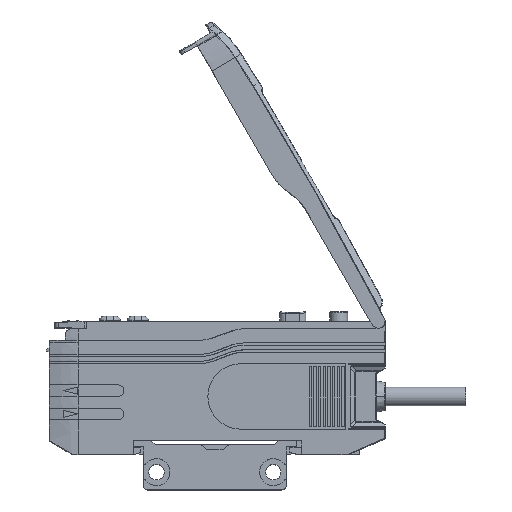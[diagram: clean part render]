
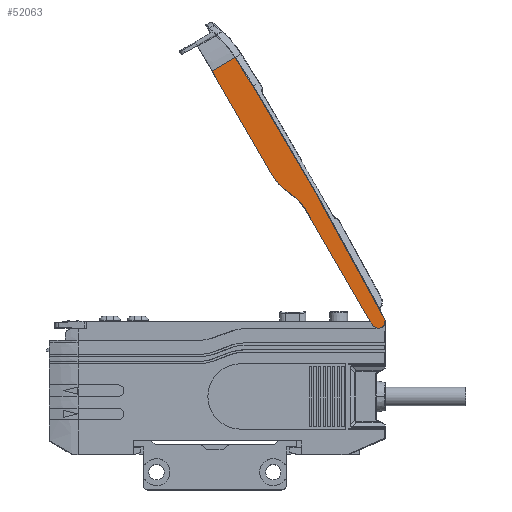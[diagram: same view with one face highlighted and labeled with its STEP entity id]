
A CAD part, top view. The second image highlights one B-rep face of the part: STEP entity #52063.
In plain terms, the highlighted planar face has unit normal (0, 0, 1).
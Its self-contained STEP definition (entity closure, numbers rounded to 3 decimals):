
#48606=CARTESIAN_POINT('',(34.289,14.42,5.25));
#48790=CARTESIAN_POINT('',(34.5,13.,5.25));
#48791=DIRECTION('',(0.,0.,-1.));
#48792=DIRECTION('',(0.074,0.997,0.));
#48793=AXIS2_PLACEMENT_3D('',#48790,#48791,#48792);
#48795=CARTESIAN_POINT('',(35.75,13.,5.25));
#48796=DIRECTION('',(0.,0.,-1.));
#48797=DIRECTION('',(0.536,0.844,0.));
#48798=AXIS2_PLACEMENT_3D('',#48795,#48796,#48797);
#48800=CARTESIAN_POINT('',(35.75,13.,5.25));
#48801=DIRECTION('',(0.,0.,-1.));
#48802=DIRECTION('',(1.,0.,0.));
#48803=AXIS2_PLACEMENT_3D('',#48800,#48801,#48802);
#48805=CARTESIAN_POINT('',(34.5,13.,5.25));
#48806=DIRECTION('',(0.,0.,-1.));
#48807=DIRECTION('',(0.989,-0.151,0.));
#48808=AXIS2_PLACEMENT_3D('',#48805,#48806,#48807);
#48810=DIRECTION('',(-0.998,-0.057,0.));
#48811=VECTOR('',#48810,1.783);
#48812=CARTESIAN_POINT('',(34.58,11.602,5.25));
#48813=LINE('',#48812,#48811);
#48814=CARTESIAN_POINT('',(6.,11.5,5.25));
#48815=CARTESIAN_POINT('',(5.851,11.5,5.25));
#48816=CARTESIAN_POINT('',(5.513,11.492,5.25));
#48817=CARTESIAN_POINT('',(4.98,11.451,5.25));
#48818=CARTESIAN_POINT('',(4.411,11.37,5.25));
#48819=CARTESIAN_POINT('',(3.857,11.257,5.25));
#48820=CARTESIAN_POINT('',(3.314,11.115,5.25));
#48821=CARTESIAN_POINT('',(2.759,10.94,5.25));
#48822=CARTESIAN_POINT('',(2.169,10.726,5.25));
#48823=CARTESIAN_POINT('',(1.534,10.473,5.25));
#48824=CARTESIAN_POINT('',(0.857,10.19,5.25));
#48825=CARTESIAN_POINT('',(0.162,9.903,5.25));
#48826=CARTESIAN_POINT('',(-0.513,9.645,5.25));
#48827=CARTESIAN_POINT('',(-1.134,9.438,5.25));
#48828=CARTESIAN_POINT('',(-1.721,9.275,5.25));
#48829=CARTESIAN_POINT('',(-2.305,9.148,5.25));
#48830=CARTESIAN_POINT('',(-2.905,9.057,5.25));
#48831=CARTESIAN_POINT('',(-3.473,9.009,5.25));
#48832=CARTESIAN_POINT('',(-3.837,9.,5.25));
#48833=CARTESIAN_POINT('',(-4.,9.,5.25));
#48835=DIRECTION('',(-1.,0.,0.));
#48836=VECTOR('',#48835,25.8);
#48837=CARTESIAN_POINT('',(-4.,9.,5.25));
#48838=LINE('',#48837,#48836);
#48839=CARTESIAN_POINT('',(-29.8,14.648,
5.25));
#48840=CARTESIAN_POINT('',(-29.799,14.648,
5.25));
#48841=CARTESIAN_POINT('',(-29.6,14.66,5.25));
#48842=CARTESIAN_POINT('',(-29.18,14.68,
5.25));
#48843=CARTESIAN_POINT('',(-28.516,14.714,
5.25));
#48844=CARTESIAN_POINT('',(-27.777,14.75,
5.25));
#48845=CARTESIAN_POINT('',(-26.95,14.789,
5.25));
#48846=CARTESIAN_POINT('',(-26.019,14.831,
5.25));
#48847=CARTESIAN_POINT('',(-24.97,14.877,
5.25));
#48848=CARTESIAN_POINT('',(-23.793,14.927,
5.25));
#48849=CARTESIAN_POINT('',(-22.964,14.96,
5.25));
#48850=CARTESIAN_POINT('',(-22.528,14.977,
5.25));
#48852=CARTESIAN_POINT('',(-22.528,14.977,
5.25));
#48853=CARTESIAN_POINT('',(-21.562,15.016,
5.25));
#48854=CARTESIAN_POINT('',(-19.724,15.085,
5.25));
#48855=CARTESIAN_POINT('',(-17.091,15.164,
5.25));
#48856=CARTESIAN_POINT('',(-14.65,15.21,
5.25));
#48857=CARTESIAN_POINT('',(-12.27,15.236,
5.25));
#48858=CARTESIAN_POINT('',(-9.797,15.247,
5.25));
#48859=CARTESIAN_POINT('',(-7.107,15.249,
5.25));
#48860=CARTESIAN_POINT('',(-4.172,15.241,
5.25));
#48861=CARTESIAN_POINT('',(-1.071,15.221,5.25));
#48862=CARTESIAN_POINT('',(2.071,15.188,5.25));
#48863=CARTESIAN_POINT('',(5.149,15.144,5.25));
#48864=CARTESIAN_POINT('',(8.098,15.091,5.25));
#48865=CARTESIAN_POINT('',(10.86,15.031,5.25));
#48866=CARTESIAN_POINT('',(13.374,14.97,5.25));
#48867=CARTESIAN_POINT('',(15.638,14.914,5.25));
#48868=CARTESIAN_POINT('',(17.705,14.861,5.25));
#48869=CARTESIAN_POINT('',(19.637,14.812,5.25));
#48870=CARTESIAN_POINT('',(21.462,14.768,5.25));
#48871=CARTESIAN_POINT('',(23.189,14.727,5.25));
#48872=CARTESIAN_POINT('',(24.846,14.688,5.25));
#48873=CARTESIAN_POINT('',(26.488,14.648,5.25));
#48874=CARTESIAN_POINT('',(28.168,14.605,5.25));
#48875=CARTESIAN_POINT('',(29.941,14.558,5.25));
#48876=CARTESIAN_POINT('',(31.848,14.502,5.25));
#48877=CARTESIAN_POINT('',(33.313,14.454,5.25));
#48878=CARTESIAN_POINT('',(34.146,14.425,5.25));
#48879=CARTESIAN_POINT('',(34.289,14.42,5.25));
#48881=DIRECTION('',(0.997,-0.074,0.));
#48882=VECTOR('',#48881,0.315);
#48883=CARTESIAN_POINT('',(34.289,14.42,5.25));
#48884=LINE('',#48883,#48882);
#48965=DIRECTION('',(1.,0.,0.));
#48966=VECTOR('',#48965,26.8);
#48967=CARTESIAN_POINT('',(6.,11.5,5.25));
#48968=LINE('',#48967,#48966);
#49564=DIRECTION('',(0.,-1.,0.));
#49565=VECTOR('',#49564,5.648);
#49566=CARTESIAN_POINT('',(-29.8,14.648,
5.25));
#49567=LINE('',#49566,#49565);
#49583=CARTESIAN_POINT('',(-29.8,9.,5.25));
#51235=VERTEX_POINT('',#48606);
#51236=VERTEX_POINT('',#48852);
#51317=CARTESIAN_POINT('',(6.,11.5,5.25));
#51318=VERTEX_POINT('',#51317);
#51319=CARTESIAN_POINT('',(32.8,11.5,5.25));
#51320=VERTEX_POINT('',#51319);
#51325=CARTESIAN_POINT('',(-4.,9.,5.25));
#51326=VERTEX_POINT('',#51325);
#51434=VERTEX_POINT('',#49583);
#51494=CARTESIAN_POINT('',(34.604,14.396,5.25));
#51495=VERTEX_POINT('',#51494);
#51508=CARTESIAN_POINT('',(35.884,13.211,5.25));
#51509=VERTEX_POINT('',#51508);
#51510=CARTESIAN_POINT('',(35.884,12.789,5.25));
#51511=VERTEX_POINT('',#51510);
#51512=CARTESIAN_POINT('',(34.58,11.602,5.25));
#51513=VERTEX_POINT('',#51512);
#51514=CARTESIAN_POINT('',(36.,13.,5.25));
#51515=VERTEX_POINT('',#51514);
#51516=CARTESIAN_POINT('',(-29.8,14.648,
5.25));
#51517=VERTEX_POINT('',#51516);
#52035=CARTESIAN_POINT('',(39.2,-24.1,5.25));
#52036=DIRECTION('',(0.,0.,-1.));
#52037=DIRECTION('',(-1.,0.,0.));
#52038=AXIS2_PLACEMENT_3D('',#52035,#52036,#52037);
#52039=PLANE('',#52038);
#52041=ORIENTED_EDGE('',*,*,#52040,.T.);
#52043=ORIENTED_EDGE('',*,*,#52042,.T.);
#52045=ORIENTED_EDGE('',*,*,#52044,.T.);
#52047=ORIENTED_EDGE('',*,*,#52046,.T.);
#52049=ORIENTED_EDGE('',*,*,#52048,.T.);
#52051=ORIENTED_EDGE('',*,*,#52050,.F.);
#52053=ORIENTED_EDGE('',*,*,#52052,.T.);
#52055=ORIENTED_EDGE('',*,*,#52054,.T.);
#52057=ORIENTED_EDGE('',*,*,#52056,.F.);
#52058=ORIENTED_EDGE('',*,*,#52026,.T.);
#52059=ORIENTED_EDGE('',*,*,#51758,.T.);
#52060=ORIENTED_EDGE('',*,*,#51633,.T.);
#52061=EDGE_LOOP('',(#52041,#52043,#52045,#52047,#52049,#52051,#52053,#52055,
#52057,#52058,#52059,#52060));
#52062=FACE_OUTER_BOUND('',#52061,.F.);
#52063=ADVANCED_FACE('',(#52062),#52039,.F.);
#48794=CIRCLE('',#48793,1.4);
#48799=CIRCLE('',#48798,0.25);
#48804=CIRCLE('',#48803,0.25);
#48809=CIRCLE('',#48808,1.4);
#48834=B_SPLINE_CURVE_WITH_KNOTS('',3,(#48814,#48815,#48816,#48817,#48818,
#48819,#48820,#48821,#48822,#48823,#48824,#48825,#48826,#48827,#48828,#48829,
#48830,#48831,#48832,#48833),.UNSPECIFIED.,.F.,.F.,(4,1,1,1,1,1,1,1,1,1,1,1,1,1,
1,1,1,4),(0.,0.042,0.096,0.152,
0.206,0.257,0.312,0.372,
0.437,0.508,0.584,0.655,
0.718,0.775,0.833,0.893,
0.952,1.),.UNSPECIFIED.);
#48851=B_SPLINE_CURVE_WITH_KNOTS('',3,(#48839,#48840,#48841,#48842,#48843,
#48844,#48845,#48846,#48847,#48848,#48849,#48850),.UNSPECIFIED.,.F.,.F.,(4,1,1,
1,1,1,1,1,1,4),(0.,0.,0.082,0.173,
0.274,0.387,0.514,0.658,
0.82,1.),.UNSPECIFIED.);
#48880=B_SPLINE_CURVE_WITH_KNOTS('',3,(#48852,#48853,#48854,#48855,#48856,
#48857,#48858,#48859,#48860,#48861,#48862,#48863,#48864,#48865,#48866,#48867,
#48868,#48869,#48870,#48871,#48872,#48873,#48874,#48875,#48876,#48877,#48878,
#48879),.UNSPECIFIED.,.F.,.F.,(4,1,1,1,1,1,1,1,1,1,1,1,1,1,1,1,1,1,1,1,1,1,1,1,
1,4),(0.,0.051,0.097,0.139,
0.18,0.223,0.27,0.322,
0.378,0.433,0.488,0.54,
0.589,0.634,0.673,0.709,
0.743,0.775,0.805,0.834,
0.862,0.892,0.923,0.956,
0.992,1.),.UNSPECIFIED.);
#51633=EDGE_CURVE('',#51235,#51495,#48884,.T.);
#51758=EDGE_CURVE('',#51236,#51235,#48880,.T.);
#52026=EDGE_CURVE('',#51517,#51236,#48851,.T.);
#52040=EDGE_CURVE('',#51495,#51509,#48794,.T.);
#52042=EDGE_CURVE('',#51509,#51515,#48799,.T.);
#52044=EDGE_CURVE('',#51515,#51511,#48804,.T.);
#52046=EDGE_CURVE('',#51511,#51513,#48809,.T.);
#52048=EDGE_CURVE('',#51513,#51320,#48813,.T.);
#52050=EDGE_CURVE('',#51318,#51320,#48968,.T.);
#52052=EDGE_CURVE('',#51318,#51326,#48834,.T.);
#52054=EDGE_CURVE('',#51326,#51434,#48838,.T.);
#52056=EDGE_CURVE('',#51517,#51434,#49567,.T.);
